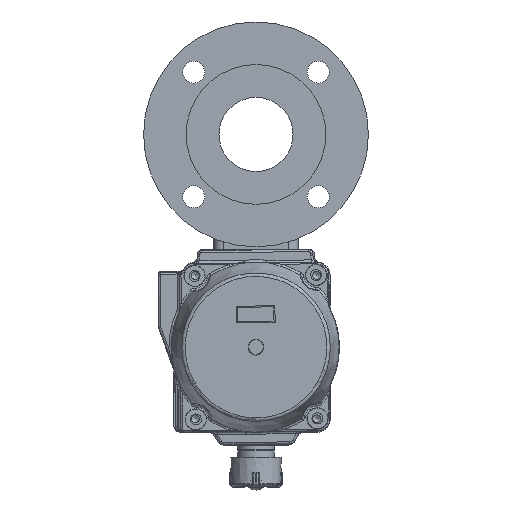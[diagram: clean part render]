
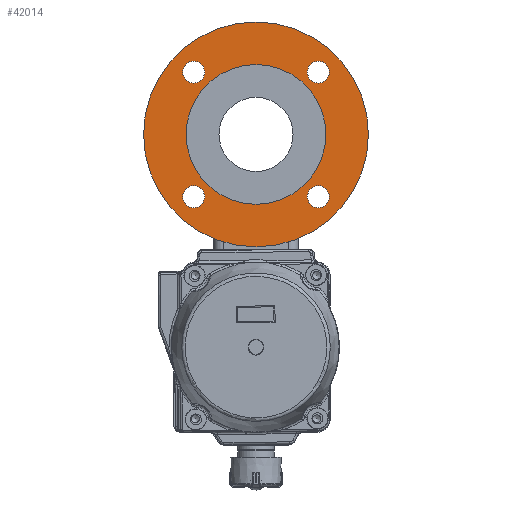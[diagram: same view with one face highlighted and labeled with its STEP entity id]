
A CAD part, front view. The second image highlights one B-rep face of the part: STEP entity #42014.
In plain terms, the highlighted planar face has unit normal (0, -1, 0).
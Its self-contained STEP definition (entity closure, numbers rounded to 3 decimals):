
#7726=PLANE('',#44795);
#8603=ORIENTED_EDGE('',*,*,#20934,.F.);
#8604=ORIENTED_EDGE('',*,*,#20935,.F.);
#8605=ORIENTED_EDGE('',*,*,#20936,.F.);
#8606=ORIENTED_EDGE('',*,*,#20937,.F.);
#8607=ORIENTED_EDGE('',*,*,#20907,.T.);
#8608=ORIENTED_EDGE('',*,*,#20932,.T.);
#20907=EDGE_CURVE('',#27064,#27064,#30904,.T.);
#20932=EDGE_CURVE('',#27089,#27089,#30921,.T.);
#20934=EDGE_CURVE('',#27091,#27091,#30923,.T.);
#20935=EDGE_CURVE('',#27092,#27092,#30924,.T.);
#20936=EDGE_CURVE('',#27093,#27093,#30925,.T.);
#20937=EDGE_CURVE('',#27094,#27094,#30926,.T.);
#27064=VERTEX_POINT('',#59625);
#27089=VERTEX_POINT('',#59677);
#27091=VERTEX_POINT('',#59682);
#27092=VERTEX_POINT('',#59684);
#27093=VERTEX_POINT('',#59686);
#27094=VERTEX_POINT('',#59688);
#30904=CIRCLE('',#44774,92.5);
#30921=CIRCLE('',#44793,57.5);
#30923=CIRCLE('',#44796,9.);
#30924=CIRCLE('',#44797,9.);
#30925=CIRCLE('',#44798,9.);
#30926=CIRCLE('',#44799,9.);
#32906=EDGE_LOOP('',(#8603));
#32907=EDGE_LOOP('',(#8604));
#32908=EDGE_LOOP('',(#8605));
#32909=EDGE_LOOP('',(#8606));
#32910=EDGE_LOOP('',(#8607));
#32911=EDGE_LOOP('',(#8608));
#35971=FACE_BOUND('',#32906,.T.);
#35972=FACE_BOUND('',#32907,.T.);
#35973=FACE_BOUND('',#32908,.T.);
#35974=FACE_BOUND('',#32909,.T.);
#35975=FACE_BOUND('',#32910,.T.);
#35976=FACE_BOUND('',#32911,.T.);
#42014=ADVANCED_FACE('',(#35971,#35972,#35973,#35974,#35975,#35976),#7726,
 .T.);
#44774=AXIS2_PLACEMENT_3D('',#59624,#49020,#49021);
#44793=AXIS2_PLACEMENT_3D('',#59676,#49066,#49067);
#44795=AXIS2_PLACEMENT_3D('',#59680,#49070,#49071);
#44796=AXIS2_PLACEMENT_3D('',#59681,#49072,#49073);
#44797=AXIS2_PLACEMENT_3D('',#59683,#49074,#49075);
#44798=AXIS2_PLACEMENT_3D('',#59685,#49076,#49077);
#44799=AXIS2_PLACEMENT_3D('',#59687,#49078,#49079);
#49020=DIRECTION('',(0.,-1.,0.));
#49021=DIRECTION('',(1.,0.,0.));
#49066=DIRECTION('',(0.,1.,0.));
#49067=DIRECTION('',(1.,0.,0.));
#49070=DIRECTION('',(0.,-1.,0.));
#49071=DIRECTION('',(0.,0.,-1.));
#49072=DIRECTION('',(0.,-1.,0.));
#49073=DIRECTION('',(-1.,0.,0.));
#49074=DIRECTION('',(0.,-1.,0.));
#49075=DIRECTION('',(-1.,0.,0.));
#49076=DIRECTION('',(0.,-1.,0.));
#49077=DIRECTION('',(-1.,0.,0.));
#49078=DIRECTION('',(0.,-1.,0.));
#49079=DIRECTION('',(-1.,0.,0.));
#59624=CARTESIAN_POINT('',(0.,-83.,0.));
#59625=CARTESIAN_POINT('',(92.5,-83.,0.));
#59676=CARTESIAN_POINT('',(0.,-83.,0.));
#59677=CARTESIAN_POINT('',(57.5,-83.,0.));
#59680=CARTESIAN_POINT('',(0.,-83.,0.));
#59681=CARTESIAN_POINT('',(51.265,-83.,51.265));
#59682=CARTESIAN_POINT('',(42.265,-83.,51.265));
#59683=CARTESIAN_POINT('',(-51.265,-83.,51.265));
#59684=CARTESIAN_POINT('',(-60.265,-83.,51.265));
#59685=CARTESIAN_POINT('',(-51.265,-83.,-51.265));
#59686=CARTESIAN_POINT('',(-60.265,-83.,-51.265));
#59687=CARTESIAN_POINT('',(51.265,-83.,-51.265));
#59688=CARTESIAN_POINT('',(42.265,-83.,-51.265));
